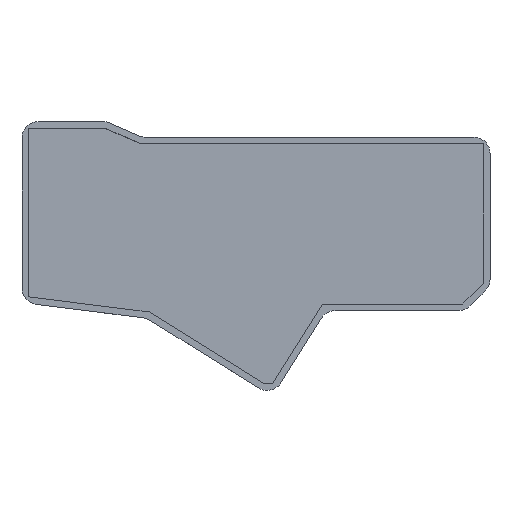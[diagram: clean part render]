
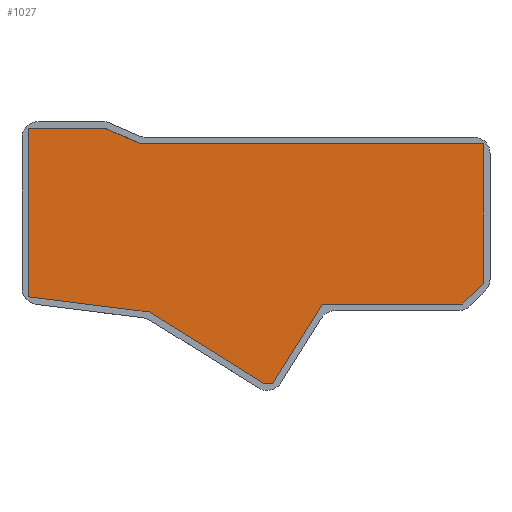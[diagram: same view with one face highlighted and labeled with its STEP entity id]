
A CAD part, top view. The second image highlights one B-rep face of the part: STEP entity #1027.
In plain terms, the highlighted planar face has unit normal (0, 0, 1).
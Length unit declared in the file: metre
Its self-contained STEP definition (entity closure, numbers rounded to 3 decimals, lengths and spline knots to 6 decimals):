
#221=ORIENTED_EDGE('',*,*,#485,.T.);
#222=ORIENTED_EDGE('',*,*,#404,.T.);
#223=ORIENTED_EDGE('',*,*,#409,.T.);
#224=ORIENTED_EDGE('',*,*,#418,.T.);
#225=ORIENTED_EDGE('',*,*,#421,.T.);
#226=ORIENTED_EDGE('',*,*,#424,.T.);
#227=ORIENTED_EDGE('',*,*,#427,.T.);
#228=ORIENTED_EDGE('',*,*,#430,.T.);
#229=ORIENTED_EDGE('',*,*,#433,.T.);
#230=ORIENTED_EDGE('',*,*,#436,.T.);
#231=ORIENTED_EDGE('',*,*,#439,.T.);
#404=EDGE_CURVE('',#559,#558,#654,.T.);
#409=EDGE_CURVE('',#558,#563,#659,.T.);
#418=EDGE_CURVE('',#563,#569,#668,.T.);
#421=EDGE_CURVE('',#569,#571,#671,.T.);
#424=EDGE_CURVE('',#571,#573,#674,.T.);
#427=EDGE_CURVE('',#573,#575,#677,.T.);
#430=EDGE_CURVE('',#575,#577,#680,.T.);
#433=EDGE_CURVE('',#577,#579,#683,.T.);
#436=EDGE_CURVE('',#579,#581,#686,.T.);
#439=EDGE_CURVE('',#581,#583,#689,.T.);
#485=EDGE_CURVE('',#583,#559,#735,.T.);
#558=VERTEX_POINT('',#1520);
#559=VERTEX_POINT('',#1522);
#563=VERTEX_POINT('',#1531);
#569=VERTEX_POINT('',#1547);
#571=VERTEX_POINT('',#1553);
#573=VERTEX_POINT('',#1559);
#575=VERTEX_POINT('',#1565);
#577=VERTEX_POINT('',#1571);
#579=VERTEX_POINT('',#1577);
#581=VERTEX_POINT('',#1583);
#583=VERTEX_POINT('',#1589);
#654=LINE('',#1521,#756);
#659=LINE('',#1532,#761);
#668=LINE('',#1548,#770);
#671=LINE('',#1554,#773);
#674=LINE('',#1560,#776);
#677=LINE('',#1566,#779);
#680=LINE('',#1572,#782);
#683=LINE('',#1578,#785);
#686=LINE('',#1584,#788);
#689=LINE('',#1590,#791);
#735=LINE('',#1691,#837);
#756=VECTOR('',#1194,1.);
#761=VECTOR('',#1201,1.);
#770=VECTOR('',#1212,1.);
#773=VECTOR('',#1217,1.);
#776=VECTOR('',#1222,1.);
#779=VECTOR('',#1227,1.);
#782=VECTOR('',#1232,1.);
#785=VECTOR('',#1237,1.);
#788=VECTOR('',#1242,1.);
#791=VECTOR('',#1247,1.);
#837=VECTOR('',#1315,1.);
#879=EDGE_LOOP('',(#221,#222,#223,#224,#225,#226,#227,#228,#229,#230,#231));
#939=FACE_BOUND('',#879,.T.);
#998=PLANE('',#1109);
#1027=ADVANCED_FACE('',(#939),#998,.F.);
#1109=AXIS2_PLACEMENT_3D('',#1703,#1338,#1339);
#1194=DIRECTION('',(-1.,0.,0.));
#1201=DIRECTION('',(-0.917,0.4,0.));
#1212=DIRECTION('',(-1.,0.,0.));
#1217=DIRECTION('',(0.,-1.,0.));
#1222=DIRECTION('',(0.992,-0.124,0.));
#1227=DIRECTION('',(0.848,-0.53,0.));
#1232=DIRECTION('',(1.,0.,0.));
#1237=DIRECTION('',(0.53,0.848,0.));
#1242=DIRECTION('',(1.,0.,0.));
#1247=DIRECTION('',(0.707,0.707,0.));
#1315=DIRECTION('',(0.,1.,0.));
#1338=DIRECTION('',(0.,0.,-1.));
#1339=DIRECTION('',(1.,0.,0.));
#1520=CARTESIAN_POINT('',(0.007857,0.026367,-0.01));
#1521=CARTESIAN_POINT('',(0.112822,0.026367,-0.01));
#1522=CARTESIAN_POINT('',(0.217786,0.026367,-0.01));
#1531=CARTESIAN_POINT('',(-0.013973,0.035892,-0.01));
#1532=CARTESIAN_POINT('',(-0.003058,0.03113,-0.01));
#1547=CARTESIAN_POINT('',(-0.060626,0.035892,-0.01));
#1548=CARTESIAN_POINT('',(-0.037299,0.035892,-0.01));
#1553=CARTESIAN_POINT('',(-0.060626,-0.06739,-0.01));
#1554=CARTESIAN_POINT('',(-0.060626,-0.015749,-0.01));
#1559=CARTESIAN_POINT('',(0.01312,-0.076608,-0.01));
#1560=CARTESIAN_POINT('',(-0.023753,-0.071999,-0.01));
#1565=CARTESIAN_POINT('',(0.083624,-0.120661,-0.01));
#1566=CARTESIAN_POINT('',(0.048372,-0.098634,-0.01));
#1571=CARTESIAN_POINT('',(0.08867,-0.120661,-0.01));
#1572=CARTESIAN_POINT('',(0.086147,-0.120661,-0.01));
#1577=CARTESIAN_POINT('',(0.11922,-0.071782,-0.01));
#1578=CARTESIAN_POINT('',(0.103945,-0.096222,-0.01));
#1583=CARTESIAN_POINT('',(0.20513,-0.071782,-0.01));
#1584=CARTESIAN_POINT('',(0.162175,-0.071782,-0.01));
#1589=CARTESIAN_POINT('',(0.217786,-0.059125,-0.01));
#1590=CARTESIAN_POINT('',(0.211458,-0.065454,-0.01));
#1691=CARTESIAN_POINT('',(0.217786,-0.016379,-0.01));
#1703=CARTESIAN_POINT('',(0.07858,-0.042385,-0.01));
